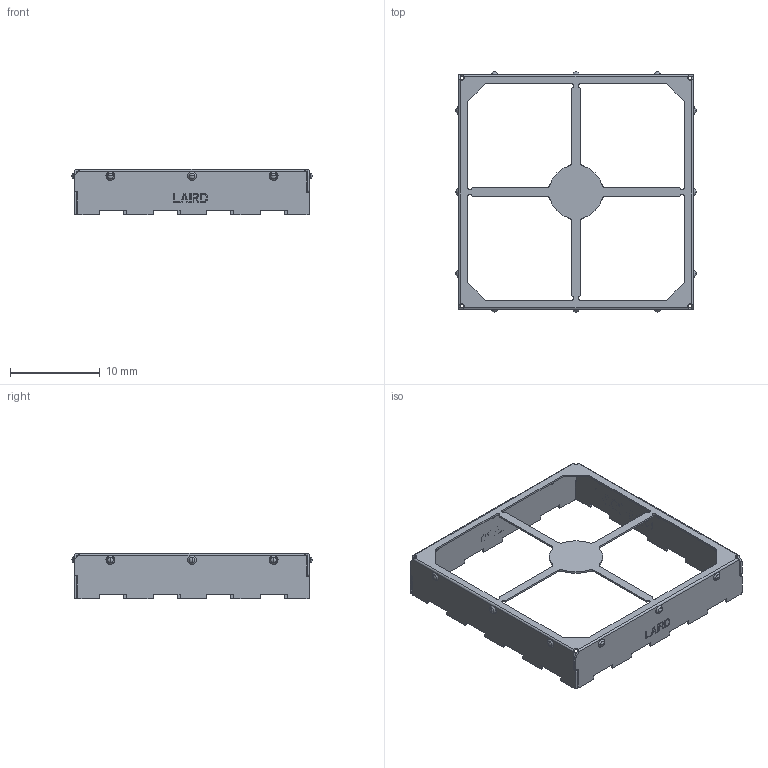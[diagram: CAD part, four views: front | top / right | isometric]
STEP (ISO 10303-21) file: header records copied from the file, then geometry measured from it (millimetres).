
FILE_DESCRIPTION(('FreeCAD Model'),'2;1');
FILE_NAME('Laird-BMI-S-203-F.step', '2017-03-30T17:05:54',('kicad StepUp'),('ksu MCAD'), 'Open CASCADE STEP processor 6.8','FreeCAD','Unknown');
FILE_SCHEMA(('AUTOMOTIVE_DESIGN_CC2 { 1 2 10303 214 -1 1 5 4 }'));
Length unit declared in the file: millimetre
Products named in the file (1): Laird-BMI-S-203-F
Bounding box: 26.82 x 26.82 x 5.08 mm (x, y, z)
Volume: 129.4 mm3; surface area: 1380 mm2
Topology: 1 solids, 1 shells, 745 faces, 2052 edges, 1326 vertices
Faces by surface type: plane 562, cylinder 64, cone 55, sphere 48, bspline 16
Entity records: 23517 total; most frequent: CARTESIAN_POINT 4542, ORIENTED_EDGE 4032, DIRECTION 3730, EDGE_CURVE 2016, LINE 1726, VECTOR 1726, VERTEX_POINT 1326, AXIS2_PLACEMENT_3D 1002
